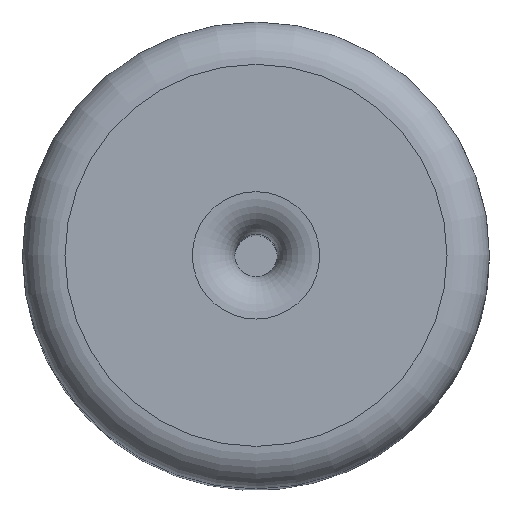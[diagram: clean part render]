
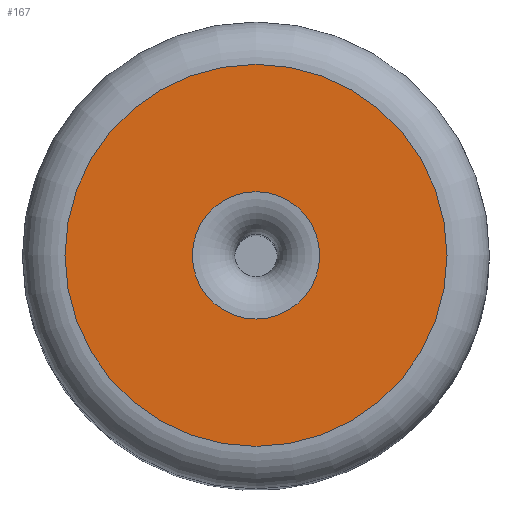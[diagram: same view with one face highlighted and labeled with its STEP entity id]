
A CAD part, top view. The second image highlights one B-rep face of the part: STEP entity #167.
In plain terms, the highlighted planar face has unit normal (0, 0, 1).
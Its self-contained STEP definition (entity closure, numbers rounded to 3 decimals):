
#101 = TOROIDAL_SURFACE('',#102,1.5,1.);
#102 = AXIS2_PLACEMENT_3D('',#103,#104,#105);
#103 = CARTESIAN_POINT('',(0.,0.,21.));
#104 = DIRECTION('',(0.,0.,1.));
#105 = DIRECTION('',(1.,0.,-0.));
#118 = VERTEX_POINT('',#119);
#119 = CARTESIAN_POINT('',(1.5,0.,22.));
#139 = EDGE_CURVE('',#118,#118,#140,.T.);
#140 = SURFACE_CURVE('',#141,(#146,#153),.PCURVE_S1.);
#141 = CIRCLE('',#142,1.5);
#142 = AXIS2_PLACEMENT_3D('',#143,#144,#145);
#143 = CARTESIAN_POINT('',(0.,0.,22.));
#144 = DIRECTION('',(0.,0.,1.));
#145 = DIRECTION('',(1.,0.,-0.));
#146 = PCURVE('',#101,#147);
#147 = DEFINITIONAL_REPRESENTATION('',(#148),#152);
#148 = LINE('',#149,#150);
#149 = CARTESIAN_POINT('',(0.,1.571));
#150 = VECTOR('',#151,1.);
#151 = DIRECTION('',(1.,0.));
#152 = ( GEOMETRIC_REPRESENTATION_CONTEXT(2) 
PARAMETRIC_REPRESENTATION_CONTEXT() REPRESENTATION_CONTEXT('2D SPACE',''
  ) );
#153 = PCURVE('',#154,#159);
#154 = PLANE('',#155);
#155 = AXIS2_PLACEMENT_3D('',#156,#157,#158);
#156 = CARTESIAN_POINT('',(0.,0.,22.)
  );
#157 = DIRECTION('',(0.,0.,1.));
#158 = DIRECTION('',(1.,0.,-0.));
#159 = DEFINITIONAL_REPRESENTATION('',(#160),#164);
#160 = CIRCLE('',#161,1.5);
#161 = AXIS2_PLACEMENT_2D('',#162,#163);
#162 = CARTESIAN_POINT('',(0.,0.));
#163 = DIRECTION('',(1.,0.));
#164 = ( GEOMETRIC_REPRESENTATION_CONTEXT(2) 
PARAMETRIC_REPRESENTATION_CONTEXT() REPRESENTATION_CONTEXT('2D SPACE',''
  ) );
#167 = ADVANCED_FACE('',(#168,#199),#154,.T.);
#168 = FACE_BOUND('',#169,.T.);
#169 = EDGE_LOOP('',(#170));
#170 = ORIENTED_EDGE('',*,*,#171,.T.);
#171 = EDGE_CURVE('',#172,#172,#174,.T.);
#172 = VERTEX_POINT('',#173);
#173 = CARTESIAN_POINT('',(4.5,0.,22.));
#174 = SURFACE_CURVE('',#175,(#180,#187),.PCURVE_S1.);
#175 = CIRCLE('',#176,4.5);
#176 = AXIS2_PLACEMENT_3D('',#177,#178,#179);
#177 = CARTESIAN_POINT('',(0.,0.,22.));
#178 = DIRECTION('',(0.,0.,1.));
#179 = DIRECTION('',(1.,0.,-0.));
#180 = PCURVE('',#154,#181);
#181 = DEFINITIONAL_REPRESENTATION('',(#182),#186);
#182 = CIRCLE('',#183,4.5);
#183 = AXIS2_PLACEMENT_2D('',#184,#185);
#184 = CARTESIAN_POINT('',(0.,0.));
#185 = DIRECTION('',(1.,0.));
#186 = ( GEOMETRIC_REPRESENTATION_CONTEXT(2) 
PARAMETRIC_REPRESENTATION_CONTEXT() REPRESENTATION_CONTEXT('2D SPACE',''
  ) );
#187 = PCURVE('',#188,#193);
#188 = TOROIDAL_SURFACE('',#189,4.5,1.);
#189 = AXIS2_PLACEMENT_3D('',#190,#191,#192);
#190 = CARTESIAN_POINT('',(0.,0.,21.));
#191 = DIRECTION('',(0.,0.,1.));
#192 = DIRECTION('',(1.,0.,-0.));
#193 = DEFINITIONAL_REPRESENTATION('',(#194),#198);
#194 = LINE('',#195,#196);
#195 = CARTESIAN_POINT('',(0.,1.571));
#196 = VECTOR('',#197,1.);
#197 = DIRECTION('',(1.,0.));
#198 = ( GEOMETRIC_REPRESENTATION_CONTEXT(2) 
PARAMETRIC_REPRESENTATION_CONTEXT() REPRESENTATION_CONTEXT('2D SPACE',''
  ) );
#199 = FACE_BOUND('',#200,.T.);
#200 = EDGE_LOOP('',(#201));
#201 = ORIENTED_EDGE('',*,*,#139,.F.);
